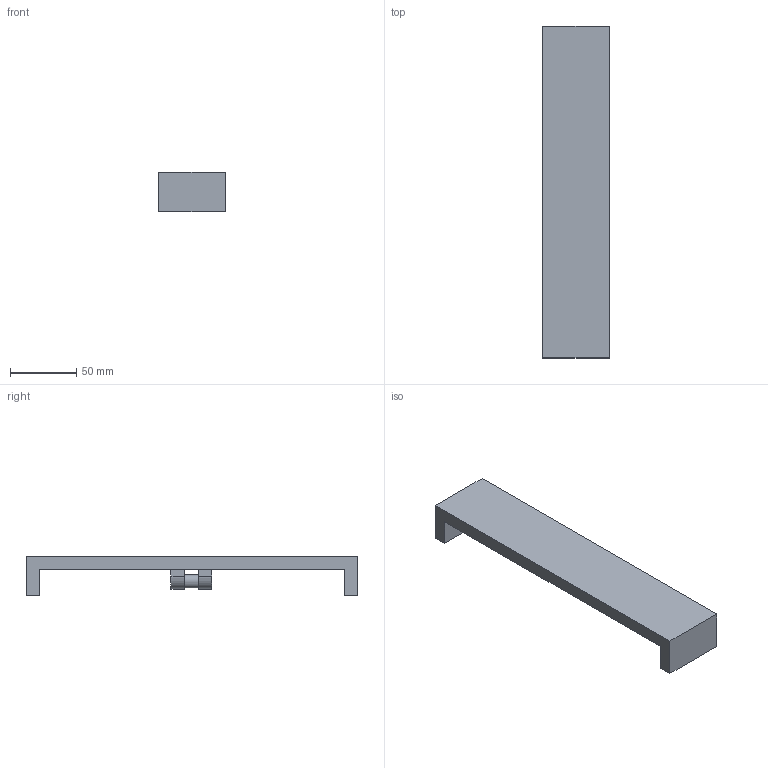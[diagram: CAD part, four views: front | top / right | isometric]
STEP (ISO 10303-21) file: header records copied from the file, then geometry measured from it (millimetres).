
FILE_DESCRIPTION (( 'STEP AP203' ), '1' );
FILE_NAME ('scavate_top_part_Default_sldprt.STEP', '2023-12-01T04:23:20', ( '' ), ( '' ), 'SwSTEP 2.0', 'SolidWorks 2018', '' );
FILE_SCHEMA (( 'CONFIG_CONTROL_DESIGN' ));
Length unit declared in the file: centimetre
Products named in the file (1): scavate_top_part_Default_sldprt
Bounding box: 50 x 250 x 30 mm (x, y, z)
Volume: 152624.2 mm3; surface area: 37759.9 mm2
Topology: 1 solids, 1 shells, 26 faces, 66 edges, 44 vertices
Faces by surface type: plane 20, cylinder 6
Entity records: 863 total; most frequent: CARTESIAN_POINT 137, DIRECTION 132, ORIENTED_EDGE 132, EDGE_CURVE 66, VECTOR 54, LINE 54, VERTEX_POINT 44, AXIS2_PLACEMENT_3D 39
